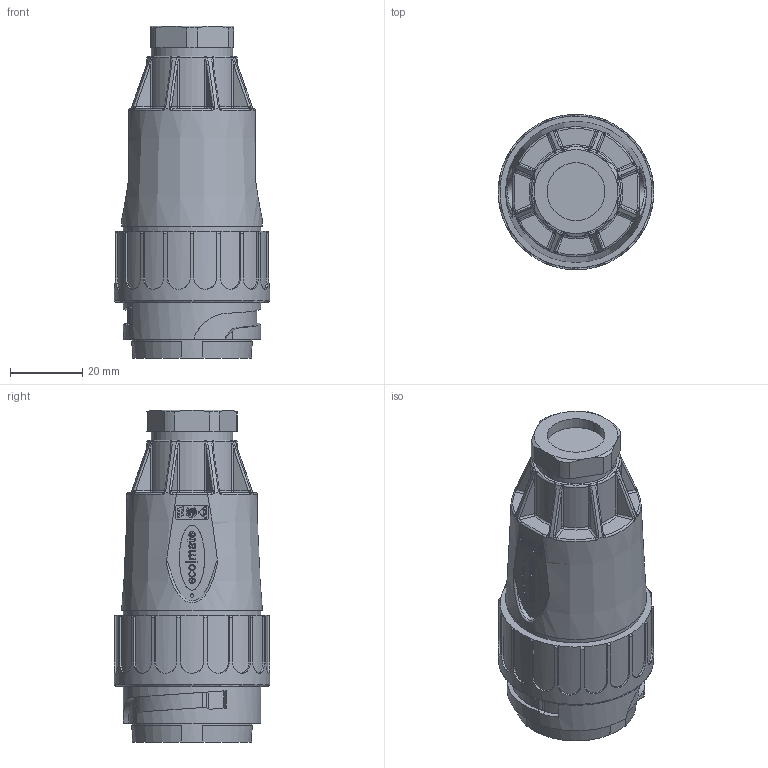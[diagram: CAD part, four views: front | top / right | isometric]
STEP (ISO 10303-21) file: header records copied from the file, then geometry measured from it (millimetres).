
FILE_DESCRIPTION(/* description */ (''),/* implementation_level */ '2;1');
FILE_NAME(/* name */ 'c016 10h019 004 2nxc001-01.stp',/* time_stamp */ '2019-07-08T08:54:54+02:00',/* author */ (''),/* organization */ (''),/* preprocessor_version */ 'ST-DEVELOPER v16.7',/* originating_system */ 'SIEMENS PLM Software NX 12.0',/* authorisation */ '');
FILE_SCHEMA (('AUTOMOTIVE_DESIGN { 1 0 10303 214 3 1 1 1 }'));
Length unit declared in the file: millimetre
Products named in the file (1): c016 10h019 004 2nxc001-01
Bounding box: 43 x 43 x 91.85 mm (x, y, z)
Volume: 79312 mm3; surface area: 16689.6 mm2
Topology: 1 solids, 1 shells, 1248 faces, 3403 edges, 2219 vertices
Faces by surface type: plane 662, cylinder 295, bspline 155, torus 50, cone 40, sphere 32, extrusion 14
Full cylindrical faces by diameter (mm): 1 x1, 16 x1, 16.8 x1, 22.5 x1, 25 x1, 29.1 x1, 33 x1, 38 x2, 43 x1
Entity records: 42045 total; most frequent: CARTESIAN_POINT 11978, ORIENTED_EDGE 6724, DIRECTION 5757, EDGE_CURVE 3362, VERTEX_POINT 2204, AXIS2_PLACEMENT_3D 1942, VECTOR 1873, LINE 1859
